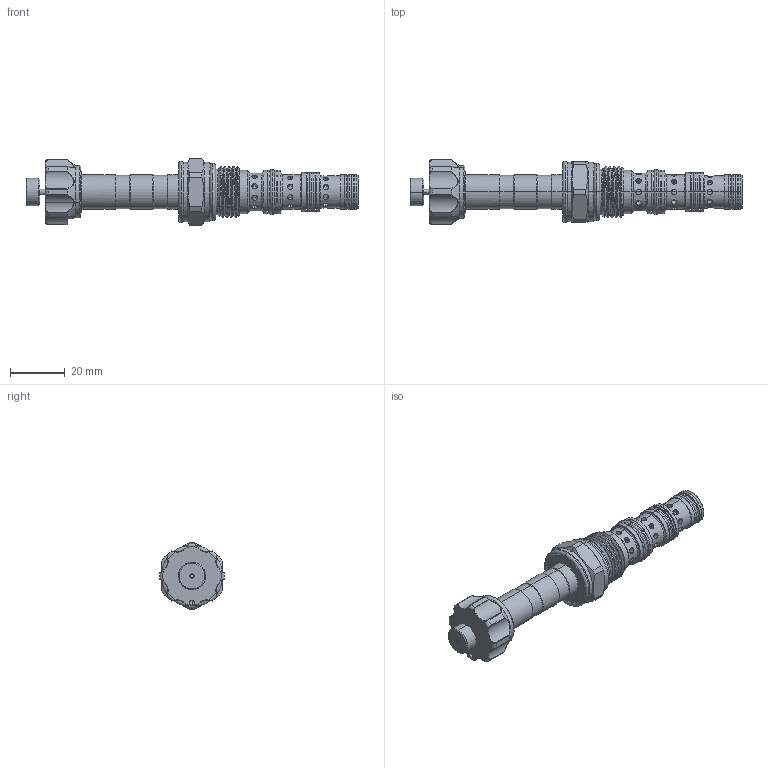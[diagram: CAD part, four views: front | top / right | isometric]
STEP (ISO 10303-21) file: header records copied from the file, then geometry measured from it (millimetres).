
FILE_DESCRIPTION (( 'STEP AP203' ), '1' );
FILE_NAME ('ES08W4A17AP04.STEP', '2020-04-10T01:00:04', ( '' ), ( '' ), 'SwSTEP 2.0', 'SolidWorks 2018', '' );
FILE_SCHEMA (( 'CONFIG_CONTROL_DESIGN' ));
Length unit declared in the file: millimetre
Products named in the file (1): ES08W4A17AP04
Bounding box: 121.45 x 23.79 x 24.65 mm (x, y, z)
Volume: 22468 mm3; surface area: 10862.2 mm2
Topology: 9 solids, 9 shells, 423 faces, 944 edges, 578 vertices
Faces by surface type: cylinder 234, torus 69, plane 43, cone 40, bspline 37
Entity records: 16373 total; most frequent: CARTESIAN_POINT 7277, ORIENTED_EDGE 1884, DIRECTION 1848, EDGE_CURVE 942, AXIS2_PLACEMENT_3D 797, VERTEX_POINT 578, EDGE_LOOP 482, ADVANCED_FACE 423
